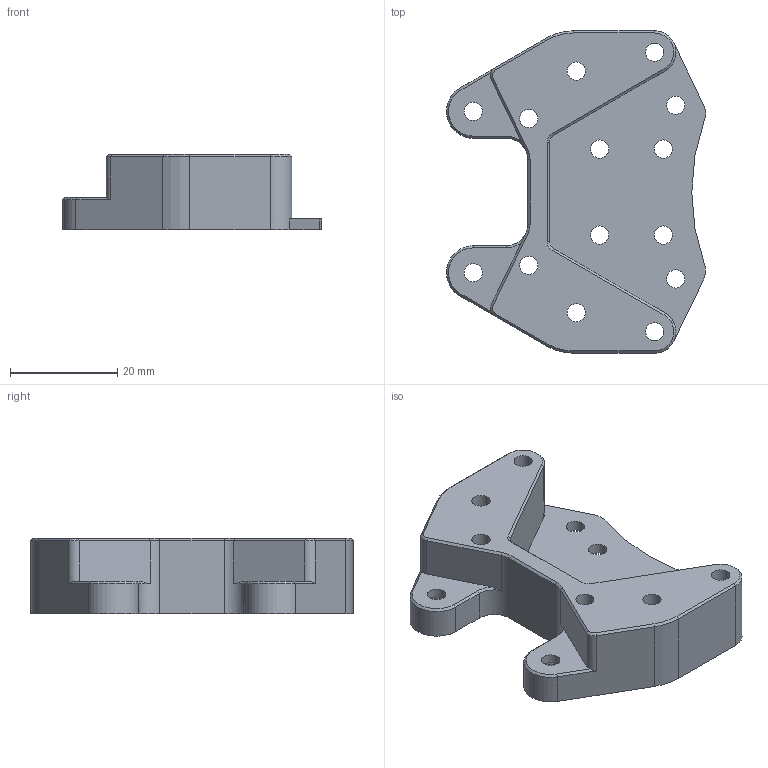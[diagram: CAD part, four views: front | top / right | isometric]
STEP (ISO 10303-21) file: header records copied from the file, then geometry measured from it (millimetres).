
FILE_DESCRIPTION(('STEP AP242'), '1');
FILE_NAME('ﾎ魵瑙韃 褞裝頸褄', '', ('UNSPECIFIED'), ('UNSPECIFIED'), 'C3D Converter', 'C3D Toolkit', '');
FILE_SCHEMA(('AP242_MANAGED_MODEL_BASED_3D_ENGINEERING_MIM_LF { 1 0 10303 442 1 1 4 }'));
Length unit declared in the file: millimetre
Products named in the file (6): -04; -06
Assembly tree (9 placements, depth 3):
  (unnamed)
    -04  x3
      (unnamed)
    -06
      (unnamed)
    (unnamed)  x3
Bounding box: 48.22 x 60 x 14 mm (x, y, z)
Volume: 14930.7 mm3; surface area: 8509.3 mm2
Topology: 1 solids, 1 shells, 136 faces, 348 edges, 214 vertices
Faces by surface type: plane 75, cylinder 35, cone 26
Full cylindrical faces by diameter (mm): 3.4 x14, 5.8 x6
Entity records: 4416 total; most frequent: CARTESIAN_POINT 730, DIRECTION 704, ORIENTED_EDGE 632, EDGE_CURVE 316, AXIS2_PLACEMENT_3D 246, VERTEX_POINT 214, LINE 212, VECTOR 212
